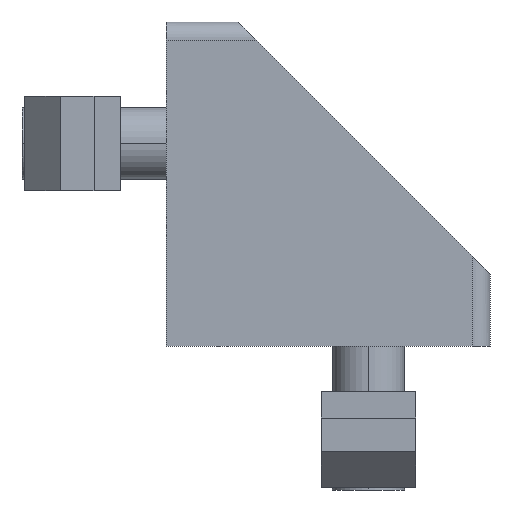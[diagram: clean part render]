
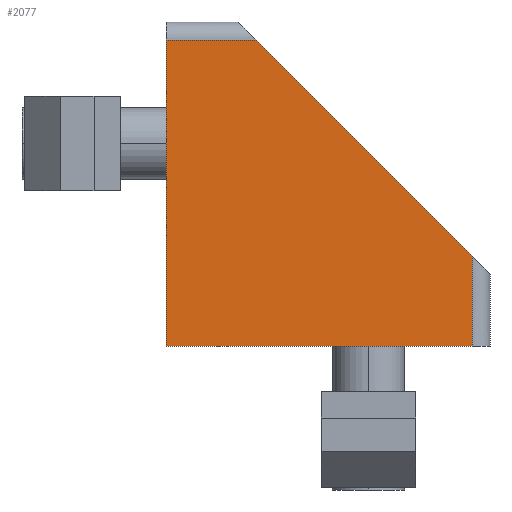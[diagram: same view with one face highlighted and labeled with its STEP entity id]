
A CAD part, left-side view. The second image highlights one B-rep face of the part: STEP entity #2077.
In plain terms, the highlighted planar face has unit normal (-1, 0, 0).
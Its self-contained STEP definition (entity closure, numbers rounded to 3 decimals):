
#16 = ORIENTED_EDGE ( 'NONE', *, *, #1332, .T. ) ;
#28 = DIRECTION ( 'NONE',  ( 0., 0., -1. ) ) ;
#176 = VERTEX_POINT ( 'NONE', #655 ) ;
#195 = VECTOR ( 'NONE', #552, 1000. ) ;
#242 = DIRECTION ( 'NONE',  ( 0., -1., 0. ) ) ;
#291 = VECTOR ( 'NONE', #28, 1000. ) ;
#306 = CARTESIAN_POINT ( 'NONE',  ( -14., -7.5, 25.5 ) ) ;
#408 = ORIENTED_EDGE ( 'NONE', *, *, #957, .T. ) ;
#414 = CARTESIAN_POINT ( 'NONE',  ( -14., 0., 0. ) ) ;
#474 = VERTEX_POINT ( 'NONE', #862 ) ;
#502 = CARTESIAN_POINT ( 'NONE',  ( -14., -25.5, 0. ) ) ;
#505 = LINE ( 'NONE', #1882, #195 ) ;
#552 = DIRECTION ( 'NONE',  ( 0., -1., 0. ) ) ;
#655 = CARTESIAN_POINT ( 'NONE',  ( -14., -25.5, 7.5 ) ) ;
#738 = DIRECTION ( 'NONE',  ( -1., 0., 0. ) ) ;
#765 = CARTESIAN_POINT ( 'NONE',  ( -14., 0., 0. ) ) ;
#773 = VERTEX_POINT ( 'NONE', #765 ) ;
#862 = CARTESIAN_POINT ( 'NONE',  ( -14., 0., 25.5 ) ) ;
#867 = PLANE ( 'NONE',  #2105 ) ;
#957 = EDGE_CURVE ( 'NONE', #971, #474, #2086, .T. ) ;
#961 = LINE ( 'NONE', #1428, #2134 ) ;
#971 = VERTEX_POINT ( 'NONE', #306 ) ;
#1011 = VERTEX_POINT ( 'NONE', #502 ) ;
#1188 = LINE ( 'NONE', #1998, #291 ) ;
#1198 = VECTOR ( 'NONE', #1481, 1000. ) ;
#1319 = FACE_OUTER_BOUND ( 'NONE', #1827, .T. ) ;
#1332 = EDGE_CURVE ( 'NONE', #176, #971, #961, .T. ) ;
#1348 = VECTOR ( 'NONE', #1990, 1000. ) ;
#1406 = LINE ( 'NONE', #1483, #1348 ) ;
#1428 = CARTESIAN_POINT ( 'NONE',  ( -14., -25.5, 7.5 ) ) ;
#1481 = DIRECTION ( 'NONE',  ( 0., 1., 0. ) ) ;
#1483 = CARTESIAN_POINT ( 'NONE',  ( -14., -25.5, 0. ) ) ;
#1614 = DIRECTION ( 'NONE',  ( 0., 0.707, 0.707 ) ) ;
#1737 = ORIENTED_EDGE ( 'NONE', *, *, #1767, .T. ) ;
#1767 = EDGE_CURVE ( 'NONE', #1011, #176, #1406, .T. ) ;
#1821 = EDGE_CURVE ( 'NONE', #474, #773, #1188, .T. ) ;
#1827 = EDGE_LOOP ( 'NONE', ( #16, #408, #1983, #2114, #1737 ) ) ;
#1882 = CARTESIAN_POINT ( 'NONE',  ( -14., 0., 0. ) ) ;
#1969 = EDGE_CURVE ( 'NONE', #773, #1011, #505, .T. ) ;
#1971 = CARTESIAN_POINT ( 'NONE',  ( -14., -7.5, 25.5 ) ) ;
#1983 = ORIENTED_EDGE ( 'NONE', *, *, #1821, .T. ) ;
#1990 = DIRECTION ( 'NONE',  ( 0., 0., 1. ) ) ;
#1998 = CARTESIAN_POINT ( 'NONE',  ( -14., 0., 25.5 ) ) ;
#2077 = ADVANCED_FACE ( 'NONE', ( #1319 ), #867, .T. ) ;
#2086 = LINE ( 'NONE', #1971, #1198 ) ;
#2105 = AXIS2_PLACEMENT_3D ( 'NONE', #414, #738, #242 ) ;
#2114 = ORIENTED_EDGE ( 'NONE', *, *, #1969, .T. ) ;
#2134 = VECTOR ( 'NONE', #1614, 1000. ) ;
